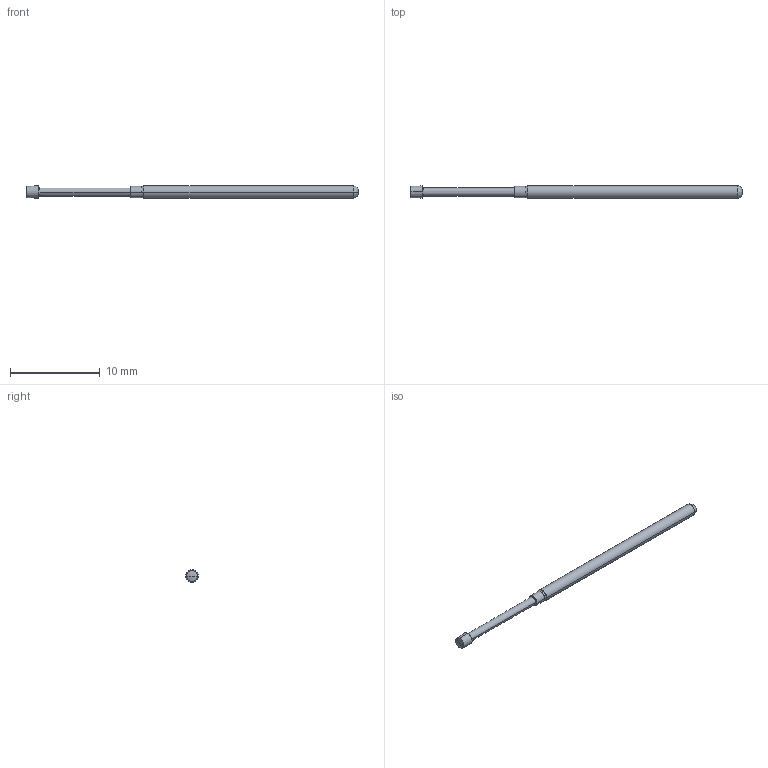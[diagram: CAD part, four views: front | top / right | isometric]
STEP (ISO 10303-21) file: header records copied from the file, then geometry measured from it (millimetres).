
FILE_DESCRIPTION (( 'STEP AP214' ), '1' );
FILE_NAME ('100-PR_4030_.STEP', '2014-07-14T12:43:12', ( 'spare' ), ( '' ), 'SwSTEP 2.0', 'SolidWorks 2014', '' );
FILE_SCHEMA (( 'AUTOMOTIVE_DESIGN' ));
Length unit declared in the file: inch
Products named in the file (1): 100-PR_4030_
Bounding box: 37.08 x 1.39 x 1.39 mm (x, y, z)
Volume: 45.7 mm3; surface area: 147 mm2
Topology: 1 solids, 1 shells, 20 faces, 41 edges, 24 vertices
Faces by surface type: bspline 8, cone 6, cylinder 4, plane 2
Entity records: 924 total; most frequent: CARTESIAN_POINT 206, DIRECTION 98, ORIENTED_EDGE 82, AXIS2_PLACEMENT_3D 44, EDGE_CURVE 41, CIRCLE 31, VERTEX_POINT 24, UNCERTAINTY_MEASURE_WITH_UNIT 23
